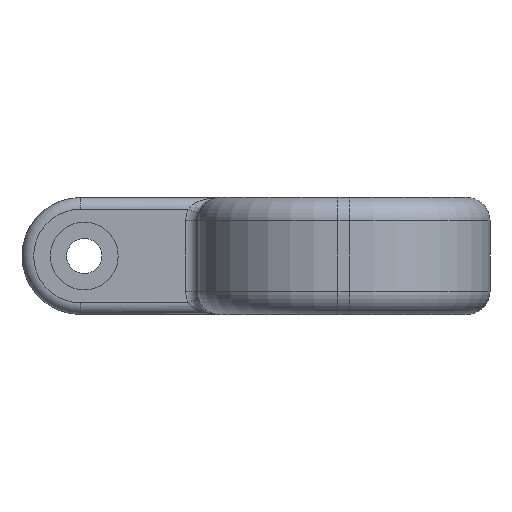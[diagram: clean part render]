
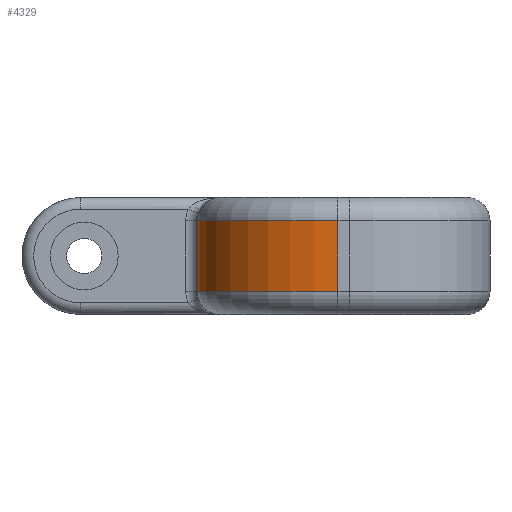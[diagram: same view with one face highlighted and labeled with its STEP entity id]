
A CAD part, front view. The second image highlights one B-rep face of the part: STEP entity #4329.
In plain terms, the highlighted cylindrical face has radius 12 mm (diameter 24 mm), a partial arc.
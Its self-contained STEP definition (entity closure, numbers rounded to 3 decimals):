
#595 = TOROIDAL_SURFACE('',#596,10.,2.);
#596 = AXIS2_PLACEMENT_3D('',#597,#598,#599);
#597 = CARTESIAN_POINT('',(-4.,2.5,-4.));
#598 = DIRECTION('',(-0.,-0.,-1.));
#599 = DIRECTION('',(0.,-1.,0.));
#1653 = VERTEX_POINT('',#1654);
#1654 = CARTESIAN_POINT('',(-16.,2.5,-4.));
#1670 = PLANE('',#1671);
#1671 = AXIS2_PLACEMENT_3D('',#1672,#1673,#1674);
#1672 = CARTESIAN_POINT('',(-16.,-9.5,-6.));
#1673 = DIRECTION('',(1.,0.,0.));
#1674 = DIRECTION('',(0.,0.,1.));
#2157 = VERTEX_POINT('',#2158);
#2158 = CARTESIAN_POINT('',(-4.,-9.5,-4.));
#2178 = EDGE_CURVE('',#2157,#1653,#2179,.T.);
#2179 = SURFACE_CURVE('',#2180,(#2185,#2192),.PCURVE_S1.);
#2180 = CIRCLE('',#2181,12.);
#2181 = AXIS2_PLACEMENT_3D('',#2182,#2183,#2184);
#2182 = CARTESIAN_POINT('',(-4.,2.5,-4.));
#2183 = DIRECTION('',(-0.,0.,-1.));
#2184 = DIRECTION('',(0.,-1.,0.));
#2185 = PCURVE('',#595,#2186);
#2186 = DEFINITIONAL_REPRESENTATION('',(#2187),#2191);
#2187 = LINE('',#2188,#2189);
#2188 = CARTESIAN_POINT('',(0.,0.));
#2189 = VECTOR('',#2190,1.);
#2190 = DIRECTION('',(1.,0.));
#2191 = ( GEOMETRIC_REPRESENTATION_CONTEXT(2) 
PARAMETRIC_REPRESENTATION_CONTEXT() REPRESENTATION_CONTEXT('2D SPACE',''
  ) );
#2192 = PCURVE('',#2193,#2198);
#2193 = CYLINDRICAL_SURFACE('',#2194,12.);
#2194 = AXIS2_PLACEMENT_3D('',#2195,#2196,#2197);
#2195 = CARTESIAN_POINT('',(-4.,2.5,-6.));
#2196 = DIRECTION('',(0.,0.,1.));
#2197 = DIRECTION('',(-1.,0.,0.));
#2198 = DEFINITIONAL_REPRESENTATION('',(#2199),#2203);
#2199 = LINE('',#2200,#2201);
#2200 = CARTESIAN_POINT('',(1.571,2.));
#2201 = VECTOR('',#2202,1.);
#2202 = DIRECTION('',(-1.,-0.));
#2203 = ( GEOMETRIC_REPRESENTATION_CONTEXT(2) 
PARAMETRIC_REPRESENTATION_CONTEXT() REPRESENTATION_CONTEXT('2D SPACE',''
  ) );
#2540 = PLANE('',#2541);
#2541 = AXIS2_PLACEMENT_3D('',#2542,#2543,#2544);
#2542 = CARTESIAN_POINT('',(-16.,-9.5,-6.));
#2543 = DIRECTION('',(0.,1.,0.));
#2544 = DIRECTION('',(0.,0.,1.));
#3791 = TOROIDAL_SURFACE('',#3792,10.,2.);
#3792 = AXIS2_PLACEMENT_3D('',#3793,#3794,#3795);
#3793 = CARTESIAN_POINT('',(-4.,2.5,2.));
#3794 = DIRECTION('',(0.,0.,1.));
#3795 = DIRECTION('',(0.,-1.,0.));
#4182 = VERTEX_POINT('',#4183);
#4183 = CARTESIAN_POINT('',(-16.,2.5,2.));
#4206 = EDGE_CURVE('',#1653,#4182,#4207,.T.);
#4207 = SURFACE_CURVE('',#4208,(#4212,#4219),.PCURVE_S1.);
#4208 = LINE('',#4209,#4210);
#4209 = CARTESIAN_POINT('',(-16.,2.5,-6.));
#4210 = VECTOR('',#4211,1.);
#4211 = DIRECTION('',(0.,0.,1.));
#4212 = PCURVE('',#1670,#4213);
#4213 = DEFINITIONAL_REPRESENTATION('',(#4214),#4218);
#4214 = LINE('',#4215,#4216);
#4215 = CARTESIAN_POINT('',(0.,-12.));
#4216 = VECTOR('',#4217,1.);
#4217 = DIRECTION('',(1.,0.));
#4218 = ( GEOMETRIC_REPRESENTATION_CONTEXT(2) 
PARAMETRIC_REPRESENTATION_CONTEXT() REPRESENTATION_CONTEXT('2D SPACE',''
  ) );
#4219 = PCURVE('',#2193,#4220);
#4220 = DEFINITIONAL_REPRESENTATION('',(#4221),#4225);
#4221 = LINE('',#4222,#4223);
#4222 = CARTESIAN_POINT('',(0.,0.));
#4223 = VECTOR('',#4224,1.);
#4224 = DIRECTION('',(0.,1.));
#4225 = ( GEOMETRIC_REPRESENTATION_CONTEXT(2) 
PARAMETRIC_REPRESENTATION_CONTEXT() REPRESENTATION_CONTEXT('2D SPACE',''
  ) );
#4329 = ADVANCED_FACE('',(#4330),#2193,.T.);
#4330 = FACE_BOUND('',#4331,.T.);
#4331 = EDGE_LOOP('',(#4332,#4333,#4334,#4357));
#4332 = ORIENTED_EDGE('',*,*,#4206,.F.);
#4333 = ORIENTED_EDGE('',*,*,#2178,.F.);
#4334 = ORIENTED_EDGE('',*,*,#4335,.T.);
#4335 = EDGE_CURVE('',#2157,#4336,#4338,.T.);
#4336 = VERTEX_POINT('',#4337);
#4337 = CARTESIAN_POINT('',(-4.,-9.5,2.));
#4338 = SURFACE_CURVE('',#4339,(#4343,#4350),.PCURVE_S1.);
#4339 = LINE('',#4340,#4341);
#4340 = CARTESIAN_POINT('',(-4.,-9.5,-6.));
#4341 = VECTOR('',#4342,1.);
#4342 = DIRECTION('',(0.,0.,1.));
#4343 = PCURVE('',#2193,#4344);
#4344 = DEFINITIONAL_REPRESENTATION('',(#4345),#4349);
#4345 = LINE('',#4346,#4347);
#4346 = CARTESIAN_POINT('',(1.571,0.));
#4347 = VECTOR('',#4348,1.);
#4348 = DIRECTION('',(0.,1.));
#4349 = ( GEOMETRIC_REPRESENTATION_CONTEXT(2) 
PARAMETRIC_REPRESENTATION_CONTEXT() REPRESENTATION_CONTEXT('2D SPACE',''
  ) );
#4350 = PCURVE('',#2540,#4351);
#4351 = DEFINITIONAL_REPRESENTATION('',(#4352),#4356);
#4352 = LINE('',#4353,#4354);
#4353 = CARTESIAN_POINT('',(0.,12.));
#4354 = VECTOR('',#4355,1.);
#4355 = DIRECTION('',(1.,0.));
#4356 = ( GEOMETRIC_REPRESENTATION_CONTEXT(2) 
PARAMETRIC_REPRESENTATION_CONTEXT() REPRESENTATION_CONTEXT('2D SPACE',''
  ) );
#4357 = ORIENTED_EDGE('',*,*,#4358,.T.);
#4358 = EDGE_CURVE('',#4336,#4182,#4359,.T.);
#4359 = SURFACE_CURVE('',#4360,(#4365,#4372),.PCURVE_S1.);
#4360 = CIRCLE('',#4361,12.);
#4361 = AXIS2_PLACEMENT_3D('',#4362,#4363,#4364);
#4362 = CARTESIAN_POINT('',(-4.,2.5,2.));
#4363 = DIRECTION('',(-0.,0.,-1.));
#4364 = DIRECTION('',(0.,-1.,0.));
#4365 = PCURVE('',#2193,#4366);
#4366 = DEFINITIONAL_REPRESENTATION('',(#4367),#4371);
#4367 = LINE('',#4368,#4369);
#4368 = CARTESIAN_POINT('',(1.571,8.));
#4369 = VECTOR('',#4370,1.);
#4370 = DIRECTION('',(-1.,-0.));
#4371 = ( GEOMETRIC_REPRESENTATION_CONTEXT(2) 
PARAMETRIC_REPRESENTATION_CONTEXT() REPRESENTATION_CONTEXT('2D SPACE',''
  ) );
#4372 = PCURVE('',#3791,#4373);
#4373 = DEFINITIONAL_REPRESENTATION('',(#4374),#4378);
#4374 = LINE('',#4375,#4376);
#4375 = CARTESIAN_POINT('',(-0.,0.));
#4376 = VECTOR('',#4377,1.);
#4377 = DIRECTION('',(-1.,0.));
#4378 = ( GEOMETRIC_REPRESENTATION_CONTEXT(2) 
PARAMETRIC_REPRESENTATION_CONTEXT() REPRESENTATION_CONTEXT('2D SPACE',''
  ) );
